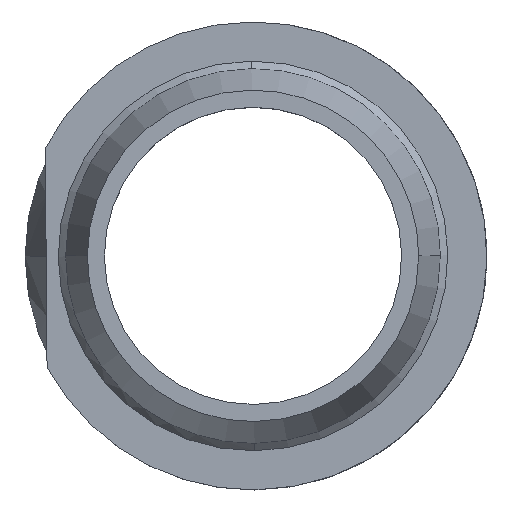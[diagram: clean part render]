
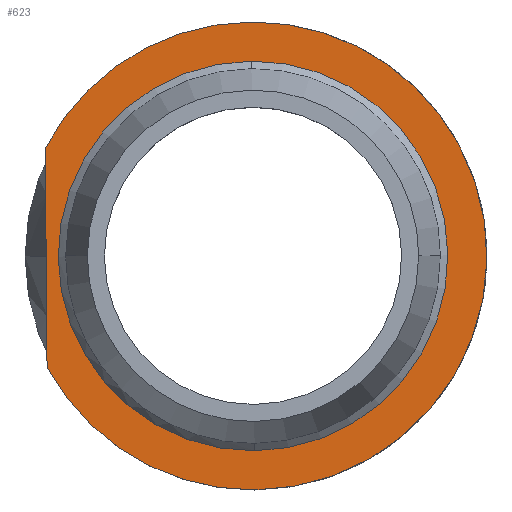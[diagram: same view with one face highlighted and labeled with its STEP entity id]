
A CAD part, top view. The second image highlights one B-rep face of the part: STEP entity #623.
In plain terms, the highlighted planar face has unit normal (0, 0, 1).
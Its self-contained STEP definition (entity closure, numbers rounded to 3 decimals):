
#94=CARTESIAN_POINT('',(0.,10.8,5.32));
#95=DIRECTION('',(0.,0.,1.));
#96=DIRECTION('',(-0.88,-0.475,0.));
#97=AXIS2_PLACEMENT_3D('',#94,#95,#96);
#102=CARTESIAN_POINT('',(0.,10.8,5.32));
#103=DIRECTION('',(0.,0.,1.));
#104=DIRECTION('',(-0.008,1.,0.));
#105=AXIS2_PLACEMENT_3D('',#102,#103,#104);
#110=CARTESIAN_POINT('',(0.,10.8,5.32));
#111=DIRECTION('',(0.,0.,1.));
#112=DIRECTION('',(0.88,0.475,0.));
#113=AXIS2_PLACEMENT_3D('',#110,#111,#112);
#118=CARTESIAN_POINT('',(0.,10.8,5.32));
#119=DIRECTION('',(0.,0.,1.));
#120=DIRECTION('',(0.008,-1.,0.));
#121=AXIS2_PLACEMENT_3D('',#118,#119,#120);
#126=CARTESIAN_POINT('',(0.,10.8,5.32));
#127=DIRECTION('',(0.,0.,-1.));
#128=DIRECTION('',(-1.,-0.008,0.));
#129=AXIS2_PLACEMENT_3D('',#126,#127,#128);
#134=CARTESIAN_POINT('',(0.,10.8,5.32));
#135=DIRECTION('',(0.,0.,-1.));
#136=DIRECTION('',(0.008,-1.,0.));
#137=AXIS2_PLACEMENT_3D('',#134,#135,#136);
#142=CARTESIAN_POINT('',(0.,10.8,5.32));
#143=DIRECTION('',(0.,0.,-1.));
#144=DIRECTION('',(-0.008,1.,0.));
#145=AXIS2_PLACEMENT_3D('',#142,#143,#144);
#164=DIRECTION('',(-0.008,1.,0.));
#165=VECTOR('',#164,10.89);
#166=CARTESIAN_POINT('',(-10.255,5.271,5.32));
#167=LINE('',#166,#165);
#457=CARTESIAN_POINT('',(-10.344,16.16,5.32));
#459=VERTEX_POINT('',#457);
#462=CARTESIAN_POINT('',(-10.255,5.271,5.32));
#463=VERTEX_POINT('',#462);
#464=CARTESIAN_POINT('',(0.096,-0.85,5.32));
#465=VERTEX_POINT('',#464);
#466=CARTESIAN_POINT('',(10.255,16.329,5.32));
#467=VERTEX_POINT('',#466);
#468=CARTESIAN_POINT('',(-0.096,22.45,5.32));
#469=VERTEX_POINT('',#468);
#529=CARTESIAN_POINT('',(-0.08,20.5,5.32));
#531=VERTEX_POINT('',#529);
#533=CARTESIAN_POINT('',(0.08,1.1,5.32));
#535=VERTEX_POINT('',#533);
#536=CARTESIAN_POINT('',(-9.7,10.72,5.32));
#537=VERTEX_POINT('',#536);
#599=CARTESIAN_POINT('',(0.,10.8,5.32));
#600=DIRECTION('',(0.,0.,-1.));
#601=DIRECTION('',(-0.008,1.,0.));
#602=AXIS2_PLACEMENT_3D('',#599,#600,#601);
#603=PLANE('',#602);
#605=ORIENTED_EDGE('',*,*,#604,.F.);
#607=ORIENTED_EDGE('',*,*,#606,.T.);
#609=ORIENTED_EDGE('',*,*,#608,.F.);
#611=ORIENTED_EDGE('',*,*,#610,.F.);
#613=ORIENTED_EDGE('',*,*,#612,.F.);
#614=EDGE_LOOP('',(#605,#607,#609,#611,#613));
#615=FACE_OUTER_BOUND('',#614,.F.);
#617=ORIENTED_EDGE('',*,*,#616,.F.);
#619=ORIENTED_EDGE('',*,*,#618,.F.);
#620=ORIENTED_EDGE('',*,*,#587,.F.);
#621=EDGE_LOOP('',(#617,#619,#620));
#622=FACE_BOUND('',#621,.F.);
#623=ADVANCED_FACE('',(#615,#622),#603,.F.);
#98=CIRCLE('',#97,11.651);
#106=CIRCLE('',#105,11.651);
#114=CIRCLE('',#113,11.651);
#122=CIRCLE('',#121,11.651);
#130=CIRCLE('',#129,9.7);
#138=CIRCLE('',#137,9.7);
#146=CIRCLE('',#145,9.7);
#587=EDGE_CURVE('',#531,#535,#146,.T.);
#604=EDGE_CURVE('',#463,#465,#98,.T.);
#606=EDGE_CURVE('',#463,#459,#167,.T.);
#608=EDGE_CURVE('',#469,#459,#106,.T.);
#610=EDGE_CURVE('',#467,#469,#114,.T.);
#612=EDGE_CURVE('',#465,#467,#122,.T.);
#616=EDGE_CURVE('',#537,#531,#130,.T.);
#618=EDGE_CURVE('',#535,#537,#138,.T.);
